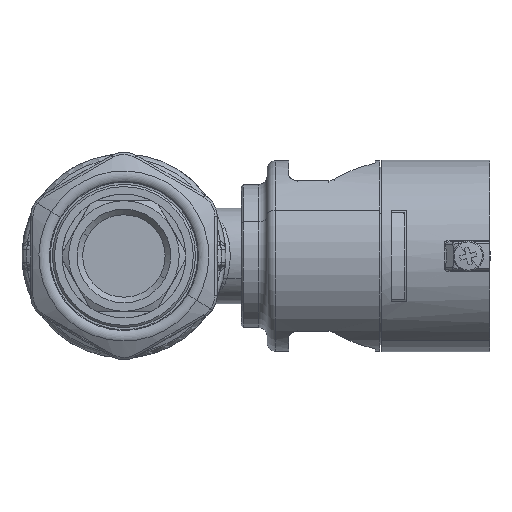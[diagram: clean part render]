
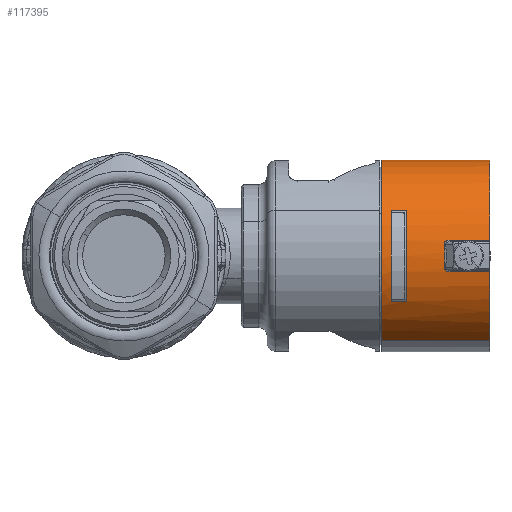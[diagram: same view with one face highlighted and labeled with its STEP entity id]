
A CAD part, left-side view. The second image highlights one B-rep face of the part: STEP entity #117395.
In plain terms, the highlighted cylindrical face has radius 22.1 mm (diameter 44.2 mm), a partial arc.
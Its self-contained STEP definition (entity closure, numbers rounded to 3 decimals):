
#116561=CARTESIAN_POINT('Vertex',(114.513,-61.6,10.5)) ;
#116564=CARTESIAN_POINT('Axis2P3D Location',(133.959,-61.6,0.)) ;
#116568=CARTESIAN_POINT('Vertex',(114.513,-61.6,-10.5)) ;
#116904=CARTESIAN_POINT('Vertex',(144.555,-59.4,19.395)) ;
#116906=CARTESIAN_POINT('Vertex',(123.364,-59.4,-19.395)) ;
#116909=CARTESIAN_POINT('Axis2P3D Location',(133.959,-59.4,0.)) ;
#117172=CARTESIAN_POINT('Axis2P3D Location',(133.959,-71.9,0.)) ;
#117183=CARTESIAN_POINT('Vertex',(123.364,-84.4,-19.395)) ;
#117186=CARTESIAN_POINT('Line Origine',(123.364,-71.9,-19.395)) ;
#117191=CARTESIAN_POINT('Line Origine',(144.555,-71.9,19.395)) ;
#117195=CARTESIAN_POINT('Vertex',(144.555,-84.4,19.395)) ;
#117278=CARTESIAN_POINT('Line Origine',(114.513,-63.4,-10.5)) ;
#117282=CARTESIAN_POINT('Vertex',(114.513,-65.2,-10.5)) ;
#117298=CARTESIAN_POINT('Axis2P3D Location',(133.959,-84.4,0.)) ;
#117302=CARTESIAN_POINT('Vertex',(112.166,-84.4,3.667)) ;
#117305=CARTESIAN_POINT('Axis2P3D Location',(133.959,-84.4,0.)) ;
#117309=CARTESIAN_POINT('Vertex',(112.166,-84.4,-3.667)) ;
#117312=CARTESIAN_POINT('Line Origine',(112.166,-71.9,-3.667)) ;
#117316=CARTESIAN_POINT('Vertex',(112.166,-75.2,-3.667)) ;
#117320=CARTESIAN_POINT('Control Point',(112.166,-75.2,-3.667)) ;
#117321=CARTESIAN_POINT('Control Point',(112.166,-75.004,-3.667)) ;
#117322=CARTESIAN_POINT('Control Point',(112.163,-74.807,-3.648)) ;
#117323=CARTESIAN_POINT('Control Point',(112.156,-74.613,-3.607)) ;
#117324=CARTESIAN_POINT('Control Point',(112.141,-74.351,-3.518)) ;
#117325=CARTESIAN_POINT('Control Point',(112.116,-74.12,-3.358)) ;
#117326=CARTESIAN_POINT('Control Point',(112.109,-74.063,-3.311)) ;
#117327=CARTESIAN_POINT('Control Point',(112.09,-73.935,-3.185)) ;
#117328=CARTESIAN_POINT('Control Point',(112.067,-73.843,-3.021)) ;
#117329=CARTESIAN_POINT('Control Point',(112.052,-73.808,-2.911)) ;
#117330=CARTESIAN_POINT('Control Point',(112.037,-73.802,-2.798)) ;
#117331=CARTESIAN_POINT('Control Point',(112.024,-73.818,-2.689)) ;
#117332=CARTESIAN_POINT('Vertex',(112.024,-73.818,-2.689)) ;
#117336=CARTESIAN_POINT('Control Point',(112.024,-73.818,-2.689)) ;
#117337=CARTESIAN_POINT('Control Point',(111.861,-74.016,-1.361)) ;
#117338=CARTESIAN_POINT('Control Point',(111.803,-74.087,-0.001)) ;
#117339=CARTESIAN_POINT('Control Point',(111.861,-74.016,1.36)) ;
#117340=CARTESIAN_POINT('Control Point',(112.024,-73.818,2.689)) ;
#117341=CARTESIAN_POINT('Vertex',(112.024,-73.818,2.689)) ;
#117345=CARTESIAN_POINT('Control Point',(112.024,-73.818,2.689)) ;
#117346=CARTESIAN_POINT('Control Point',(112.036,-73.803,2.791)) ;
#117347=CARTESIAN_POINT('Control Point',(112.05,-73.807,2.897)) ;
#117348=CARTESIAN_POINT('Control Point',(112.064,-73.837,3.001)) ;
#117349=CARTESIAN_POINT('Control Point',(112.09,-73.932,3.186)) ;
#117350=CARTESIAN_POINT('Control Point',(112.111,-74.076,3.327)) ;
#117351=CARTESIAN_POINT('Control Point',(112.12,-74.155,3.387)) ;
#117352=CARTESIAN_POINT('Control Point',(112.144,-74.398,3.536)) ;
#117353=CARTESIAN_POINT('Control Point',(112.158,-74.666,3.617)) ;
#117354=CARTESIAN_POINT('Control Point',(112.163,-74.843,3.651)) ;
#117355=CARTESIAN_POINT('Control Point',(112.166,-75.022,3.667)) ;
#117356=CARTESIAN_POINT('Control Point',(112.166,-75.2,3.667)) ;
#117357=CARTESIAN_POINT('Vertex',(112.166,-75.2,3.667)) ;
#117360=CARTESIAN_POINT('Line Origine',(112.166,-71.9,3.667)) ;
#117377=CARTESIAN_POINT('Line Origine',(114.513,-71.9,10.5)) ;
#117381=CARTESIAN_POINT('Vertex',(114.513,-65.2,10.5)) ;
#117384=CARTESIAN_POINT('Axis2P3D Location',(133.959,-65.2,0.)) ;
#117188=VECTOR('Line Direction',#117187,1.) ;
#117193=VECTOR('Line Direction',#117192,1.) ;
#117280=VECTOR('Line Direction',#117279,1.) ;
#117314=VECTOR('Line Direction',#117313,1.) ;
#117362=VECTOR('Line Direction',#117361,1.) ;
#117379=VECTOR('Line Direction',#117378,1.) ;
#116565=DIRECTION('Axis2P3D Direction',(0.,1.,0.)) ;
#116910=DIRECTION('Axis2P3D Direction',(0.,1.,0.)) ;
#117173=DIRECTION('Axis2P3D Direction',(0.,1.,0.)) ;
#117174=DIRECTION('Axis2P3D XDirection',(0.479,0.,0.878)) ;
#117187=DIRECTION('Vector Direction',(0.,1.,0.)) ;
#117192=DIRECTION('Vector Direction',(0.,1.,0.)) ;
#117279=DIRECTION('Vector Direction',(0.,-1.,0.)) ;
#117299=DIRECTION('Axis2P3D Direction',(0.,1.,0.)) ;
#117306=DIRECTION('Axis2P3D Direction',(0.,1.,0.)) ;
#117313=DIRECTION('Vector Direction',(0.,1.,0.)) ;
#117361=DIRECTION('Vector Direction',(0.,1.,0.)) ;
#117378=DIRECTION('Vector Direction',(0.,1.,0.)) ;
#117385=DIRECTION('Axis2P3D Direction',(0.,1.,0.)) ;
#116566=AXIS2_PLACEMENT_3D('Circle Axis2P3D',#116564,#116565,$) ;
#116911=AXIS2_PLACEMENT_3D('Circle Axis2P3D',#116909,#116910,$) ;
#117175=AXIS2_PLACEMENT_3D('Cylinder Axis2P3D',#117172,#117173,#117174) ;
#117300=AXIS2_PLACEMENT_3D('Circle Axis2P3D',#117298,#117299,$) ;
#117307=AXIS2_PLACEMENT_3D('Circle Axis2P3D',#117305,#117306,$) ;
#117386=AXIS2_PLACEMENT_3D('Circle Axis2P3D',#117384,#117385,$) ;
#117189=LINE('Line',#117186,#117188) ;
#117194=LINE('Line',#117191,#117193) ;
#117281=LINE('Line',#117278,#117280) ;
#117315=LINE('Line',#117312,#117314) ;
#117363=LINE('Line',#117360,#117362) ;
#117380=LINE('Line',#117377,#117379) ;
#116567=CIRCLE('generated circle',#116566,22.1) ;
#116912=CIRCLE('generated circle',#116911,22.1) ;
#117301=CIRCLE('generated circle',#117300,22.1) ;
#117308=CIRCLE('generated circle',#117307,22.1) ;
#117387=CIRCLE('generated circle',#117386,22.1) ;
#117176=CYLINDRICAL_SURFACE('generated cylinder',#117175,22.1) ;
#117394=FACE_BOUND('',#117389,.T.) ;
#116570=EDGE_CURVE('',#116569,#116562,#116567,.T.) ;
#116913=EDGE_CURVE('',#116907,#116905,#116912,.T.) ;
#117190=EDGE_CURVE('',#117184,#116907,#117189,.T.) ;
#117197=EDGE_CURVE('',#117196,#116905,#117194,.T.) ;
#117284=EDGE_CURVE('',#116569,#117283,#117281,.T.) ;
#117304=EDGE_CURVE('',#117303,#117196,#117301,.T.) ;
#117311=EDGE_CURVE('',#117184,#117310,#117308,.T.) ;
#117318=EDGE_CURVE('',#117317,#117310,#117315,.F.) ;
#117334=EDGE_CURVE('',#117333,#117317,#117319,.F.) ;
#117343=EDGE_CURVE('',#117342,#117333,#117335,.F.) ;
#117359=EDGE_CURVE('',#117358,#117342,#117344,.F.) ;
#117364=EDGE_CURVE('',#117303,#117358,#117363,.T.) ;
#117383=EDGE_CURVE('',#117382,#116562,#117380,.T.) ;
#117388=EDGE_CURVE('',#117382,#117283,#117387,.F.) ;
#117366=ORIENTED_EDGE('',*,*,#117304,.T.) ;
#117367=ORIENTED_EDGE('',*,*,#117197,.T.) ;
#117368=ORIENTED_EDGE('',*,*,#116913,.F.) ;
#117369=ORIENTED_EDGE('',*,*,#117190,.F.) ;
#117370=ORIENTED_EDGE('',*,*,#117311,.T.) ;
#117371=ORIENTED_EDGE('',*,*,#117318,.F.) ;
#117372=ORIENTED_EDGE('',*,*,#117334,.F.) ;
#117373=ORIENTED_EDGE('',*,*,#117343,.F.) ;
#117374=ORIENTED_EDGE('',*,*,#117359,.F.) ;
#117375=ORIENTED_EDGE('',*,*,#117364,.F.) ;
#117390=ORIENTED_EDGE('',*,*,#117383,.F.) ;
#117391=ORIENTED_EDGE('',*,*,#117388,.T.) ;
#117392=ORIENTED_EDGE('',*,*,#117284,.F.) ;
#117393=ORIENTED_EDGE('',*,*,#116570,.T.) ;
#117365=EDGE_LOOP('',(#117366,#117367,#117368,#117369,#117370,#117371,#117372,#117373,#117374,#117375)) ;
#117389=EDGE_LOOP('',(#117390,#117391,#117392,#117393)) ;
#116562=VERTEX_POINT('',#116561) ;
#116569=VERTEX_POINT('',#116568) ;
#116905=VERTEX_POINT('',#116904) ;
#116907=VERTEX_POINT('',#116906) ;
#117184=VERTEX_POINT('',#117183) ;
#117196=VERTEX_POINT('',#117195) ;
#117283=VERTEX_POINT('',#117282) ;
#117303=VERTEX_POINT('',#117302) ;
#117310=VERTEX_POINT('',#117309) ;
#117317=VERTEX_POINT('',#117316) ;
#117333=VERTEX_POINT('',#117332) ;
#117342=VERTEX_POINT('',#117341) ;
#117358=VERTEX_POINT('',#117357) ;
#117382=VERTEX_POINT('',#117381) ;
#117395=ADVANCED_FACE('PartBody',(#117376,#117394),#117176,.T.) ;
#117319=B_SPLINE_CURVE_WITH_KNOTS('',5,(#117320,#117321,#117322,#117323,#117324,#117325,#117326,#117327,#117328,#117329,#117330,#117331),.UNSPECIFIED.,.F.,.U.,(6,3,3,6),(3.67,4.945,5.391,6.017),.UNSPECIFIED.) ;
#117335=B_SPLINE_CURVE_WITH_KNOTS('',4,(#117336,#117337,#117338,#117339,#117340),.UNSPECIFIED.,.F.,.U.,(5,5),(47.079,54.82),.UNSPECIFIED.) ;
#117344=B_SPLINE_CURVE_WITH_KNOTS('',5,(#117345,#117346,#117347,#117348,#117349,#117350,#117351,#117352,#117353,#117354,#117355,#117356),.UNSPECIFIED.,.F.,.U.,(6,3,3,6),(4.067,4.655,5.255,6.414),.UNSPECIFIED.) ;
#117376=FACE_OUTER_BOUND('',#117365,.T.) ;
